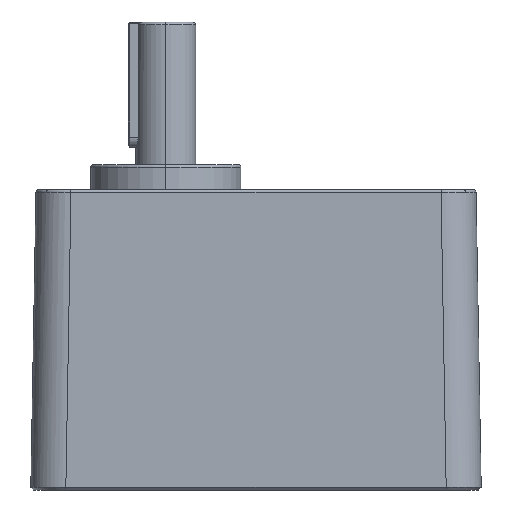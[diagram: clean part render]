
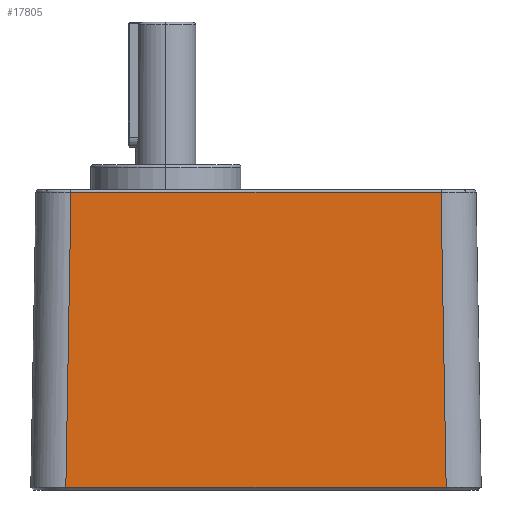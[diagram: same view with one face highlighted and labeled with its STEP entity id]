
A CAD part, left-side view. The second image highlights one B-rep face of the part: STEP entity #17805.
In plain terms, the highlighted face is planar.
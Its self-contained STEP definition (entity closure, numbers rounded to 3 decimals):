
#138 = VERTEX_POINT ( 'NONE', #13433 ) ;
#7238 = CARTESIAN_POINT ( 'NONE',  ( 44.991, 37.992, -0.5 ) ) ;
#7262 = CARTESIAN_POINT ( 'NONE',  ( 43.961, -36.962, -59.509 ) ) ;
#7296 = CARTESIAN_POINT ( 'NONE',  ( 44.991, -37.992, -0.5 ) ) ;
#7395 = DIRECTION ( 'NONE',  ( -0.017, 0.017, -1. ) ) ;
#7396 = VECTOR ( 'NONE', #7395, 1000. ) ;
#7397 = CARTESIAN_POINT ( 'NONE',  ( 44.975, -37.976, -1.448 ) ) ;
#7400 = DIRECTION ( 'NONE',  ( 0., 1., 0. ) ) ;
#7401 = VECTOR ( 'NONE', #7400, 1000. ) ;
#7403 = CARTESIAN_POINT ( 'NONE',  ( 43.961, 36.954, -59.509 ) ) ;
#7410 = LINE ( 'NONE', #7397, #7396 ) ;
#7411 = LINE ( 'NONE', #7403, #7401 ) ;
#7433 = AXIS2_PLACEMENT_3D ( 'NONE', #7482, #7481, #7480 ) ;
#7435 = PLANE ( 'NONE',  #7433 ) ;
#7439 = FACE_OUTER_BOUND ( 'NONE', #17690, .T. ) ;
#7440 = DIRECTION ( 'NONE',  ( 0., -1., 0. ) ) ;
#7441 = VECTOR ( 'NONE', #7440, 1000. ) ;
#7442 = CARTESIAN_POINT ( 'NONE',  ( 44.991, 45., -0.5 ) ) ;
#7443 = LINE ( 'NONE', #7442, #7441 ) ;
#7445 = DIRECTION ( 'NONE',  ( 0.017, 0.017, 1. ) ) ;
#7446 = VECTOR ( 'NONE', #7445, 1000. ) ;
#7447 = CARTESIAN_POINT ( 'NONE',  ( 45.002, 38.003, 0.122 ) ) ;
#7448 = LINE ( 'NONE', #7447, #7446 ) ;
#7480 = DIRECTION ( 'NONE',  ( -0.017, 0., -1. ) ) ;
#7481 = DIRECTION ( 'NONE',  ( 1., 0., -0.017 ) ) ;
#7482 = CARTESIAN_POINT ( 'NONE',  ( 45., 45., 0. ) ) ;
#13433 = CARTESIAN_POINT ( 'NONE',  ( 43.961, 36.962, -59.509 ) ) ;
#17654 = VERTEX_POINT ( 'NONE', #7262 ) ;
#17656 = ORIENTED_EDGE ( 'NONE', *, *, #17798, .T. ) ;
#17670 = VERTEX_POINT ( 'NONE', #7296 ) ;
#17674 = VERTEX_POINT ( 'NONE', #7238 ) ;
#17683 = ORIENTED_EDGE ( 'NONE', *, *, #17796, .T. ) ;
#17690 = EDGE_LOOP ( 'NONE', ( #17683, #17656, #17778, #17814 ) ) ;
#17778 = ORIENTED_EDGE ( 'NONE', *, *, #17784, .T. ) ;
#17780 = EDGE_CURVE ( 'NONE', #17654, #138, #7411, .T. ) ;
#17784 = EDGE_CURVE ( 'NONE', #17670, #17654, #7410, .T. ) ;
#17796 = EDGE_CURVE ( 'NONE', #138, #17674, #7448, .T. ) ;
#17798 = EDGE_CURVE ( 'NONE', #17674, #17670, #7443, .T. ) ;
#17805 = ADVANCED_FACE ( 'NONE', ( #7439 ), #7435, .T. ) ;
#17814 = ORIENTED_EDGE ( 'NONE', *, *, #17780, .T. ) ;
